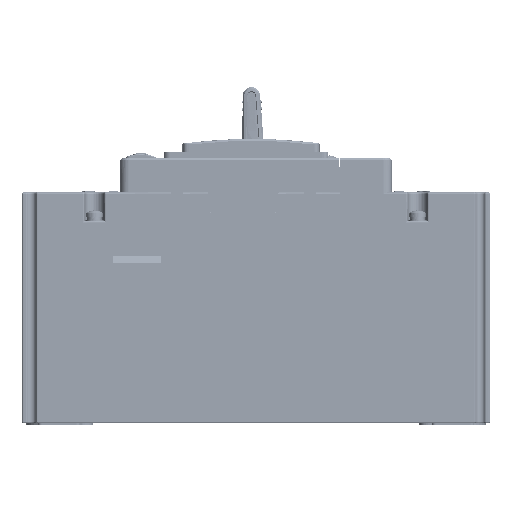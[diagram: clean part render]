
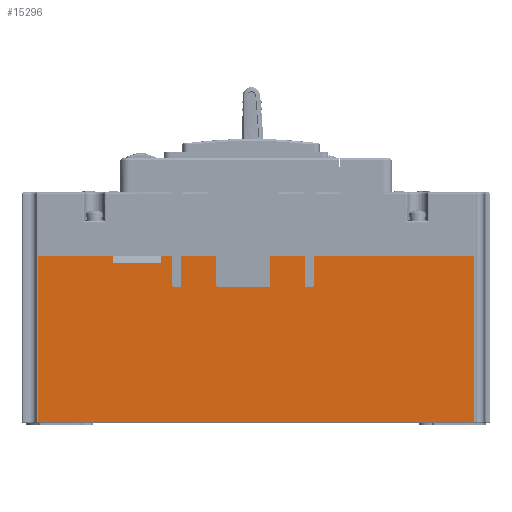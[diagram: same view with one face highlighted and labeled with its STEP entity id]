
A CAD part, left-side view. The second image highlights one B-rep face of the part: STEP entity #15296.
In plain terms, the highlighted planar face has unit normal (-1, 0, 0).
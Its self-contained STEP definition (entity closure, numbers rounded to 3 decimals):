
#9448=FACE_OUTER_BOUND('',#46537,.T.);
#15296=ADVANCED_FACE('',(#9448),#19113,.T.);
#19113=PLANE('',#115710);
#28129=LINE('',#209965,#38090);
#28130=LINE('',#209968,#38091);
#28131=LINE('',#209970,#38092);
#28132=LINE('',#209972,#38093);
#28133=LINE('',#209974,#38094);
#28134=LINE('',#209978,#38095);
#28135=LINE('',#209982,#38096);
#28136=LINE('',#209984,#38097);
#28137=LINE('',#209986,#38098);
#28138=LINE('',#209990,#38099);
#28139=LINE('',#209994,#38100);
#28140=LINE('',#209996,#38101);
#28141=LINE('',#209998,#38102);
#28142=LINE('',#210002,#38103);
#28143=LINE('',#210006,#38104);
#28144=LINE('',#210008,#38105);
#28145=LINE('',#210010,#38106);
#28146=LINE('',#210012,#38107);
#28147=LINE('',#210014,#38108);
#28148=LINE('',#210016,#38109);
#38090=VECTOR('',#142372,1.);
#38091=VECTOR('',#142373,1.);
#38092=VECTOR('',#142374,1.);
#38093=VECTOR('',#142375,1.);
#38094=VECTOR('',#142376,1.);
#38095=VECTOR('',#142379,1.);
#38096=VECTOR('',#142382,1.);
#38097=VECTOR('',#142383,1.);
#38098=VECTOR('',#142384,1.);
#38099=VECTOR('',#142387,1.);
#38100=VECTOR('',#142390,1.);
#38101=VECTOR('',#142391,1.);
#38102=VECTOR('',#142392,1.);
#38103=VECTOR('',#142395,1.);
#38104=VECTOR('',#142398,1.);
#38105=VECTOR('',#142399,1.);
#38106=VECTOR('',#142400,1.);
#38107=VECTOR('',#142401,1.);
#38108=VECTOR('',#142402,1.);
#38109=VECTOR('',#142403,1.);
#46537=EDGE_LOOP('',(#74343,#74344,#74345,#74346,#74347,#74348,#74349,#74350,
#74351,#74352,#74353,#74354,#74355,#74356,#74357,#74358,#74359,#74360,#74361,
#74362,#74363,#74364,#74365,#74366,#74367,#74368));
#74343=ORIENTED_EDGE('',*,*,#102055,.T.);
#74344=ORIENTED_EDGE('',*,*,#102056,.T.);
#74345=ORIENTED_EDGE('',*,*,#102057,.T.);
#74346=ORIENTED_EDGE('',*,*,#102058,.F.);
#74347=ORIENTED_EDGE('',*,*,#102059,.T.);
#74348=ORIENTED_EDGE('',*,*,#102060,.T.);
#74349=ORIENTED_EDGE('',*,*,#102061,.T.);
#74350=ORIENTED_EDGE('',*,*,#102062,.T.);
#74351=ORIENTED_EDGE('',*,*,#102063,.F.);
#74352=ORIENTED_EDGE('',*,*,#102064,.F.);
#74353=ORIENTED_EDGE('',*,*,#102065,.T.);
#74354=ORIENTED_EDGE('',*,*,#102066,.T.);
#74355=ORIENTED_EDGE('',*,*,#102067,.T.);
#74356=ORIENTED_EDGE('',*,*,#102068,.T.);
#74357=ORIENTED_EDGE('',*,*,#102069,.F.);
#74358=ORIENTED_EDGE('',*,*,#102070,.F.);
#74359=ORIENTED_EDGE('',*,*,#102071,.T.);
#74360=ORIENTED_EDGE('',*,*,#102072,.T.);
#74361=ORIENTED_EDGE('',*,*,#102073,.T.);
#74362=ORIENTED_EDGE('',*,*,#102074,.T.);
#74363=ORIENTED_EDGE('',*,*,#102075,.F.);
#74364=ORIENTED_EDGE('',*,*,#102076,.F.);
#74365=ORIENTED_EDGE('',*,*,#102077,.F.);
#74366=ORIENTED_EDGE('',*,*,#102078,.T.);
#74367=ORIENTED_EDGE('',*,*,#102079,.T.);
#74368=ORIENTED_EDGE('',*,*,#102080,.F.);
#87413=VERTEX_POINT('',#209966);
#87414=VERTEX_POINT('',#209967);
#87415=VERTEX_POINT('',#209969);
#87416=VERTEX_POINT('',#209971);
#87417=VERTEX_POINT('',#209973);
#87418=VERTEX_POINT('',#209975);
#87419=VERTEX_POINT('',#209977);
#87420=VERTEX_POINT('',#209979);
#87421=VERTEX_POINT('',#209981);
#87422=VERTEX_POINT('',#209983);
#87423=VERTEX_POINT('',#209985);
#87424=VERTEX_POINT('',#209987);
#87425=VERTEX_POINT('',#209989);
#87426=VERTEX_POINT('',#209991);
#87427=VERTEX_POINT('',#209993);
#87428=VERTEX_POINT('',#209995);
#87429=VERTEX_POINT('',#209997);
#87430=VERTEX_POINT('',#209999);
#87431=VERTEX_POINT('',#210001);
#87432=VERTEX_POINT('',#210003);
#87433=VERTEX_POINT('',#210005);
#87434=VERTEX_POINT('',#210007);
#87435=VERTEX_POINT('',#210009);
#87436=VERTEX_POINT('',#210011);
#87437=VERTEX_POINT('',#210013);
#87438=VERTEX_POINT('',#210015);
#102055=EDGE_CURVE('',#87413,#87414,#28129,.T.);
#102056=EDGE_CURVE('',#87414,#87415,#28130,.T.);
#102057=EDGE_CURVE('',#87415,#87416,#28131,.T.);
#102058=EDGE_CURVE('',#87417,#87416,#28132,.T.);
#102059=EDGE_CURVE('',#87417,#87418,#28133,.T.);
#102060=EDGE_CURVE('',#87418,#87419,#107019,.T.);
#102061=EDGE_CURVE('',#87419,#87420,#28134,.T.);
#102062=EDGE_CURVE('',#87420,#87421,#107020,.T.);
#102063=EDGE_CURVE('',#87422,#87421,#28135,.T.);
#102064=EDGE_CURVE('',#87423,#87422,#28136,.T.);
#102065=EDGE_CURVE('',#87423,#87424,#28137,.T.);
#102066=EDGE_CURVE('',#87424,#87425,#107021,.T.);
#102067=EDGE_CURVE('',#87425,#87426,#28138,.T.);
#102068=EDGE_CURVE('',#87426,#87427,#107022,.T.);
#102069=EDGE_CURVE('',#87428,#87427,#28139,.T.);
#102070=EDGE_CURVE('',#87429,#87428,#28140,.T.);
#102071=EDGE_CURVE('',#87429,#87430,#28141,.T.);
#102072=EDGE_CURVE('',#87430,#87431,#107023,.T.);
#102073=EDGE_CURVE('',#87431,#87432,#28142,.T.);
#102074=EDGE_CURVE('',#87432,#87433,#107024,.T.);
#102075=EDGE_CURVE('',#87434,#87433,#28143,.T.);
#102076=EDGE_CURVE('',#87435,#87434,#28144,.T.);
#102077=EDGE_CURVE('',#87436,#87435,#28145,.T.);
#102078=EDGE_CURVE('',#87436,#87437,#28146,.T.);
#102079=EDGE_CURVE('',#87437,#87438,#28147,.T.);
#102080=EDGE_CURVE('',#87413,#87438,#28148,.T.);
#107019=CIRCLE('',#115704,0.5);
#107020=CIRCLE('',#115705,0.5);
#107021=CIRCLE('',#115706,0.5);
#107022=CIRCLE('',#115707,0.5);
#107023=CIRCLE('',#115708,0.5);
#107024=CIRCLE('',#115709,0.5);
#115704=AXIS2_PLACEMENT_3D('',#209976,#142377,#142378);
#115705=AXIS2_PLACEMENT_3D('',#209980,#142380,#142381);
#115706=AXIS2_PLACEMENT_3D('',#209988,#142385,#142386);
#115707=AXIS2_PLACEMENT_3D('',#209992,#142388,#142389);
#115708=AXIS2_PLACEMENT_3D('',#210000,#142393,#142394);
#115709=AXIS2_PLACEMENT_3D('',#210004,#142396,#142397);
#115710=AXIS2_PLACEMENT_3D('',#210017,#142404,#142405);
#142372=DIRECTION('',(0.,0.,-1.));
#142373=DIRECTION('',(0.,-1.,0.));
#142374=DIRECTION('',(0.,0.,1.));
#142375=DIRECTION('',(0.,-1.,0.));
#142376=DIRECTION('',(0.,0.,-1.));
#142377=DIRECTION('',(1.,0.,0.));
#142378=DIRECTION('',(0.,0.,1.));
#142379=DIRECTION('',(0.,1.,0.));
#142380=DIRECTION('',(1.,0.,0.));
#142381=DIRECTION('',(0.,0.,1.));
#142382=DIRECTION('',(0.,0.,-1.));
#142383=DIRECTION('',(0.,-1.,0.));
#142384=DIRECTION('',(0.,0.,-1.));
#142385=DIRECTION('',(1.,0.,0.));
#142386=DIRECTION('',(0.,0.,1.));
#142387=DIRECTION('',(0.,1.,0.));
#142388=DIRECTION('',(1.,0.,0.));
#142389=DIRECTION('',(0.,0.,1.));
#142390=DIRECTION('',(0.,0.,-1.));
#142391=DIRECTION('',(0.,-1.,0.));
#142392=DIRECTION('',(0.,0.,-1.));
#142393=DIRECTION('',(1.,0.,0.));
#142394=DIRECTION('',(0.,0.,1.));
#142395=DIRECTION('',(0.,1.,0.));
#142396=DIRECTION('',(1.,0.,0.));
#142397=DIRECTION('',(0.,0.,1.));
#142398=DIRECTION('',(0.,0.,-1.));
#142399=DIRECTION('',(0.,-1.,0.));
#142400=DIRECTION('',(0.,0.,1.));
#142401=DIRECTION('',(0.,1.,0.));
#142402=DIRECTION('',(0.,0.,1.));
#142403=DIRECTION('',(0.,-1.,0.));
#142404=DIRECTION('',(-1.,0.,0.));
#142405=DIRECTION('',(0.,-1.,0.));
#209965=CARTESIAN_POINT('',(105.,72.306,4.));
#209966=CARTESIAN_POINT('',(105.,72.306,59.5));
#209967=CARTESIAN_POINT('',(105.,72.306,4.5));
#209968=CARTESIAN_POINT('',(105.,77.5,4.5));
#209969=CARTESIAN_POINT('',(105.,-72.306,4.5));
#209970=CARTESIAN_POINT('',(105.,-72.306,59.5));
#209971=CARTESIAN_POINT('',(105.,-72.306,59.5));
#209972=CARTESIAN_POINT('',(105.,63.172,59.5));
#209973=CARTESIAN_POINT('',(105.,-19.2,59.5));
#209974=CARTESIAN_POINT('',(105.,-19.2,62.2));
#209975=CARTESIAN_POINT('',(105.,-19.2,49.7));
#209976=CARTESIAN_POINT('',(105.,-18.7,49.7));
#209977=CARTESIAN_POINT('',(105.,-18.7,49.2));
#209978=CARTESIAN_POINT('',(105.,77.5,49.2));
#209979=CARTESIAN_POINT('',(105.,-16.7,49.2));
#209980=CARTESIAN_POINT('',(105.,-16.7,49.7));
#209981=CARTESIAN_POINT('',(105.,-16.2,49.7));
#209982=CARTESIAN_POINT('',(105.,-16.2,62.2));
#209983=CARTESIAN_POINT('',(105.,-16.2,59.5));
#209984=CARTESIAN_POINT('',(105.,63.172,59.5));
#209985=CARTESIAN_POINT('',(105.,-4.75,59.5));
#209986=CARTESIAN_POINT('',(105.,-4.75,62.2));
#209987=CARTESIAN_POINT('',(105.,-4.75,49.7));
#209988=CARTESIAN_POINT('',(105.,-4.25,49.7));
#209989=CARTESIAN_POINT('',(105.,-4.25,49.2));
#209990=CARTESIAN_POINT('',(105.,0.,49.2));
#209991=CARTESIAN_POINT('',(105.,12.75,49.2));
#209992=CARTESIAN_POINT('',(105.,12.75,49.7));
#209993=CARTESIAN_POINT('',(105.,13.25,49.7));
#209994=CARTESIAN_POINT('',(105.,13.25,62.2));
#209995=CARTESIAN_POINT('',(105.,13.25,59.5));
#209996=CARTESIAN_POINT('',(105.,63.172,59.5));
#209997=CARTESIAN_POINT('',(105.,24.7,59.5));
#209998=CARTESIAN_POINT('',(105.,24.7,62.2));
#209999=CARTESIAN_POINT('',(105.,24.7,49.7));
#210000=CARTESIAN_POINT('',(105.,25.2,49.7));
#210001=CARTESIAN_POINT('',(105.,25.2,49.2));
#210002=CARTESIAN_POINT('',(105.,0.,49.2));
#210003=CARTESIAN_POINT('',(105.,27.2,49.2));
#210004=CARTESIAN_POINT('',(105.,27.2,49.7));
#210005=CARTESIAN_POINT('',(105.,27.7,49.7));
#210006=CARTESIAN_POINT('',(105.,27.7,62.2));
#210007=CARTESIAN_POINT('',(105.,27.7,59.5));
#210008=CARTESIAN_POINT('',(105.,63.172,59.5));
#210009=CARTESIAN_POINT('',(105.,31.5,59.5));
#210010=CARTESIAN_POINT('',(105.,31.5,57.));
#210011=CARTESIAN_POINT('',(105.,31.5,57.));
#210012=CARTESIAN_POINT('',(105.,31.5,57.));
#210013=CARTESIAN_POINT('',(105.,47.5,57.));
#210014=CARTESIAN_POINT('',(105.,47.5,57.));
#210015=CARTESIAN_POINT('',(105.,47.5,59.5));
#210016=CARTESIAN_POINT('',(105.,63.172,59.5));
#210017=CARTESIAN_POINT('',(105.,77.5,0.));
